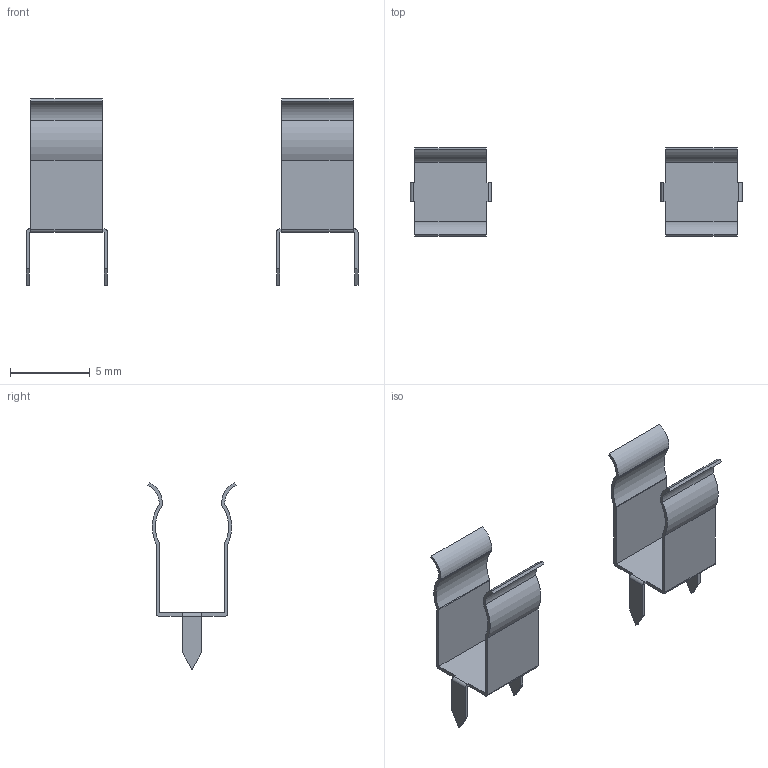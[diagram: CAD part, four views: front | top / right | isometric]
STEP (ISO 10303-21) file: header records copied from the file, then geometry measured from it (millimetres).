
FILE_DESCRIPTION(/* description */ (''),/* implementation_level */ '2;1');
FILE_NAME(/* name */ 'FuseClipSet.stp',/* time_stamp */ '2016-06-12T02:23:38-07:00',/* author */ ('victormp'),/* organization */ (''),/* preprocessor_version */ 'ST-DEVELOPER v16.5');
FILE_SCHEMA (('AUTOMOTIVE_DESIGN { 1 0 10303 214 3 1 1 }'));
Length unit declared in the file: millimetre
Products named in the file (1): LITTELFUSE_SERIES100_HOLDER_5X20MM
Bounding box: 20.85 x 5.53 x 11.73 mm (x, y, z)
Volume: 41.7 mm3; surface area: 442.1 mm2
Topology: 2 solids, 2 shells, 84 faces, 240 edges, 160 vertices
Faces by surface type: plane 60, cylinder 24
Entity records: 2848 total; most frequent: CARTESIAN_POINT 485, ORIENTED_EDGE 480, DIRECTION 458, EDGE_CURVE 240, LINE 192, VECTOR 192, VERTEX_POINT 160, AXIS2_PLACEMENT_3D 133
